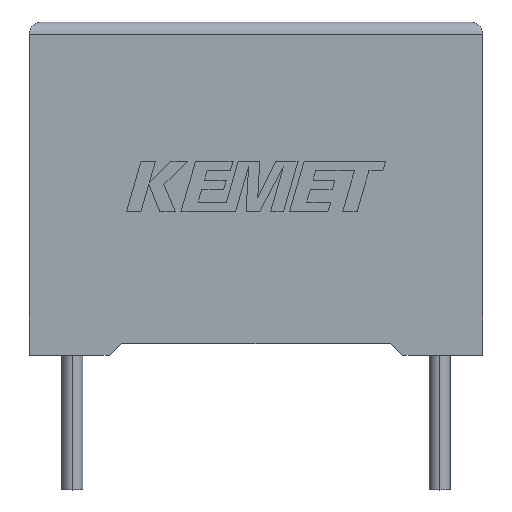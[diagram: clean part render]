
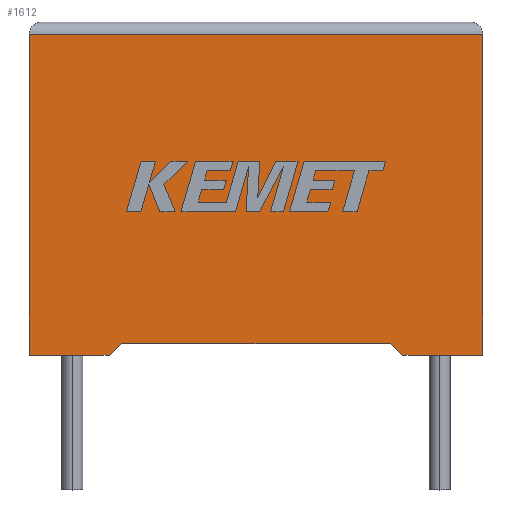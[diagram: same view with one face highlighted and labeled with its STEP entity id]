
A CAD part, top view. The second image highlights one B-rep face of the part: STEP entity #1612.
In plain terms, the highlighted planar face has unit normal (0, 0, 1).
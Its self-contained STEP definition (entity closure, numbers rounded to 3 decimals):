
#17 = LINE ( 'NONE', #1662, #383 ) ;
#37 = AXIS2_PLACEMENT_3D ( 'NONE', #2613, #2823, #1124 ) ;
#64 = FACE_OUTER_BOUND ( 'NONE', #2743, .T. ) ;
#90 = VERTEX_POINT ( 'NONE', #1153 ) ;
#118 = CARTESIAN_POINT ( 'NONE',  ( 18.5, 0., 7.7 ) ) ;
#155 = EDGE_CURVE ( 'NONE', #2766, #721, #2112, .T. ) ;
#182 = EDGE_CURVE ( 'NONE', #2857, #2569, #1580, .T. ) ;
#269 = CARTESIAN_POINT ( 'NONE',  ( 15.25, 0., 7.7 ) ) ;
#283 = VECTOR ( 'NONE', #1360, 1000. ) ;
#333 = VECTOR ( 'NONE', #2143, 1000. ) ;
#346 = CARTESIAN_POINT ( 'NONE',  ( 3.764, 0.469, 7.7 ) ) ;
#381 = CARTESIAN_POINT ( 'NONE',  ( 15.25, 0., 7.7 ) ) ;
#383 = VECTOR ( 'NONE', #1707, 1000. ) ;
#400 = ORIENTED_EDGE ( 'NONE', *, *, #2136, .T. ) ;
#409 = CARTESIAN_POINT ( 'NONE',  ( 0., 0., 7.7 ) ) ;
#569 = VECTOR ( 'NONE', #2309, 1000. ) ;
#611 = VECTOR ( 'NONE', #2473, 1000. ) ;
#703 = ORIENTED_EDGE ( 'NONE', *, *, #1764, .F. ) ;
#721 = VERTEX_POINT ( 'NONE', #1769 ) ;
#722 = VECTOR ( 'NONE', #827, 1000. ) ;
#776 = LINE ( 'NONE', #118, #611 ) ;
#827 = DIRECTION ( 'NONE',  ( -0.739, -0.674, 0. ) ) ;
#934 = ORIENTED_EDGE ( 'NONE', *, *, #976, .T. ) ;
#976 = EDGE_CURVE ( 'NONE', #721, #90, #776, .T. ) ;
#1107 = LINE ( 'NONE', #381, #333 ) ;
#1124 = DIRECTION ( 'NONE',  ( -1., 0., 0. ) ) ;
#1153 = CARTESIAN_POINT ( 'NONE',  ( 18.5, 13.1, 7.7 ) ) ;
#1298 = CARTESIAN_POINT ( 'NONE',  ( 3.25, 0., 7.7 ) ) ;
#1334 = DIRECTION ( 'NONE',  ( 1., 0., 0. ) ) ;
#1347 = VERTEX_POINT ( 'NONE', #346 ) ;
#1360 = DIRECTION ( 'NONE',  ( -1., 0., 0. ) ) ;
#1409 = CARTESIAN_POINT ( 'NONE',  ( 0., 0., 7.7 ) ) ;
#1464 = CARTESIAN_POINT ( 'NONE',  ( 3.25, 0., 7.7 ) ) ;
#1568 = ORIENTED_EDGE ( 'NONE', *, *, #155, .T. ) ;
#1580 = LINE ( 'NONE', #409, #1693 ) ;
#1612 = ADVANCED_FACE ( 'NONE', ( #64 ), #2583, .F. ) ;
#1662 = CARTESIAN_POINT ( 'NONE',  ( 0., 13.1, 7.7 ) ) ;
#1693 = VECTOR ( 'NONE', #1334, 1000. ) ;
#1707 = DIRECTION ( 'NONE',  ( -1., 0., 0. ) ) ;
#1724 = EDGE_CURVE ( 'NONE', #1806, #2857, #2347, .T. ) ;
#1746 = ORIENTED_EDGE ( 'NONE', *, *, #2120, .F. ) ;
#1764 = EDGE_CURVE ( 'NONE', #1347, #2569, #1787, .T. ) ;
#1769 = CARTESIAN_POINT ( 'NONE',  ( 18.5, 0., 7.7 ) ) ;
#1787 = LINE ( 'NONE', #1298, #722 ) ;
#1796 = VECTOR ( 'NONE', #3001, 1000. ) ;
#1806 = VERTEX_POINT ( 'NONE', #2400 ) ;
#1947 = CARTESIAN_POINT ( 'NONE',  ( 14.736, 0.469, 7.7 ) ) ;
#2105 = ORIENTED_EDGE ( 'NONE', *, *, #182, .T. ) ;
#2112 = LINE ( 'NONE', #3052, #1796 ) ;
#2120 = EDGE_CURVE ( 'NONE', #2299, #1347, #2971, .T. ) ;
#2136 = EDGE_CURVE ( 'NONE', #2299, #2766, #1107, .T. ) ;
#2143 = DIRECTION ( 'NONE',  ( 0.739, -0.674, 0. ) ) ;
#2299 = VERTEX_POINT ( 'NONE', #1947 ) ;
#2309 = DIRECTION ( 'NONE',  ( 0., -1., 0. ) ) ;
#2315 = CARTESIAN_POINT ( 'NONE',  ( 9.25, 0.469, 7.7 ) ) ;
#2347 = LINE ( 'NONE', #2754, #569 ) ;
#2400 = CARTESIAN_POINT ( 'NONE',  ( 0., 13.1, 7.7 ) ) ;
#2473 = DIRECTION ( 'NONE',  ( 0., 1., 0. ) ) ;
#2569 = VERTEX_POINT ( 'NONE', #1464 ) ;
#2583 = PLANE ( 'NONE',  #37 ) ;
#2613 = CARTESIAN_POINT ( 'NONE',  ( 0., 0., 7.7 ) ) ;
#2704 = ORIENTED_EDGE ( 'NONE', *, *, #1724, .T. ) ;
#2740 = EDGE_CURVE ( 'NONE', #90, #1806, #17, .T. ) ;
#2743 = EDGE_LOOP ( 'NONE', ( #934, #3036, #2704, #2105, #703, #1746, #400, #1568 ) ) ;
#2754 = CARTESIAN_POINT ( 'NONE',  ( 0., 0., 7.7 ) ) ;
#2766 = VERTEX_POINT ( 'NONE', #269 ) ;
#2823 = DIRECTION ( 'NONE',  ( 0., 0., -1. ) ) ;
#2857 = VERTEX_POINT ( 'NONE', #1409 ) ;
#2971 = LINE ( 'NONE', #2315, #283 ) ;
#3001 = DIRECTION ( 'NONE',  ( 1., 0., 0. ) ) ;
#3036 = ORIENTED_EDGE ( 'NONE', *, *, #2740, .T. ) ;
#3052 = CARTESIAN_POINT ( 'NONE',  ( 0., 0., 7.7 ) ) ;
